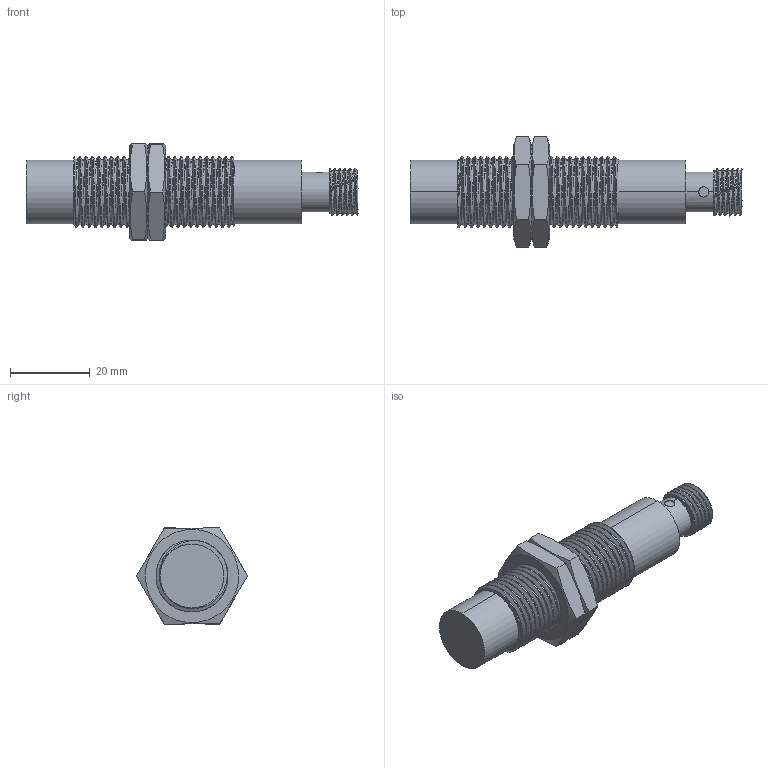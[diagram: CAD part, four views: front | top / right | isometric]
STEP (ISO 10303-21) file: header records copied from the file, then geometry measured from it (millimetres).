
FILE_DESCRIPTION (( 'STEP AP214' ), '1' );
FILE_NAME ('PXINDTLN18-16NO-E2_3D.STEP', '2022-11-14T20:05:24', ( '' ), ( '' ), 'SwSTEP 2.0', 'SolidWorks 2022', '' );
FILE_SCHEMA (( 'AUTOMOTIVE_DESIGN' ));
Length unit declared in the file: inch
Products named in the file (1): PXINDTLN18-16NO-E2_3D
Bounding box: 83 x 27.71 x 24 mm (x, y, z)
Volume: 18349.4 mm3; surface area: 7866.7 mm2
Topology: 2 solids, 2 shells, 104 faces, 280 edges, 188 vertices
Faces by surface type: cylinder 73, plane 21, bspline 10
Entity records: 12210 total; most frequent: CARTESIAN_POINT 8787, ORIENTED_EDGE 560, DIRECTION 314, EDGE_CURVE 280, VERTEX_POINT 188, AXIS2_PLACEMENT_3D 115, EDGE_LOOP 114, ADVANCED_FACE 104
